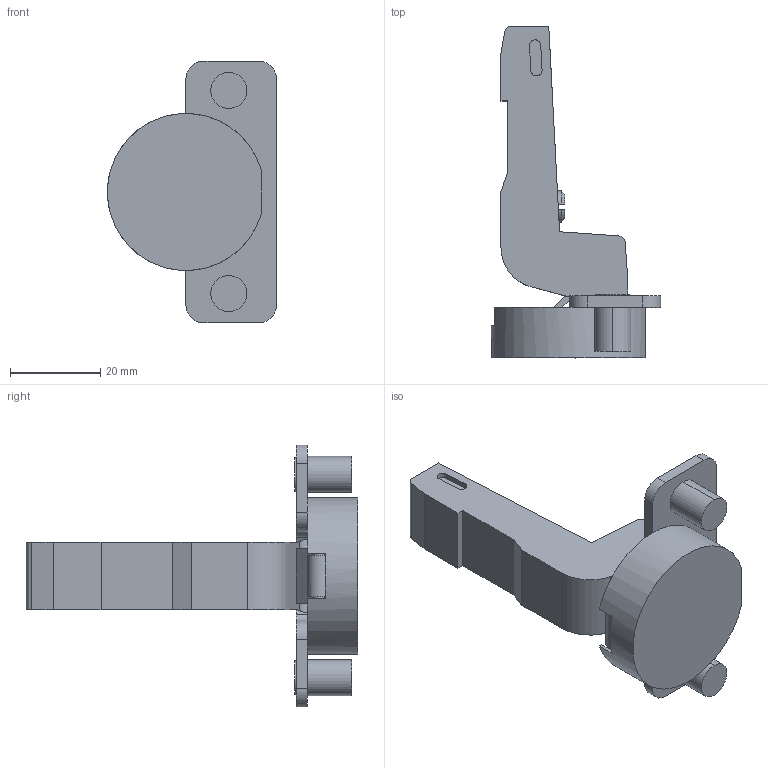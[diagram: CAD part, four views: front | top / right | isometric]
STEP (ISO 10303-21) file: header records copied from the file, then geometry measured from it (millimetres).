
FILE_DESCRIPTION((''),'2;1');
FILE_NAME('248-0G81-IMS','2022-12-22T11:48:30',('marino.prodan'),('Audax d.o.o.'),'CREO PARAMETRIC BY PTC INC, 2021304','CREO PARAMETRIC BY PTC INC, 2021304','');
FILE_SCHEMA(('AUTOMOTIVE_DESIGN { 1 0 10303 214 1 1 1 1 }'));
Length unit declared in the file: millimetre
Products named in the file (1): 248-0G81-IMS
Bounding box: 37.5 x 73.53 x 58 mm (x, y, z)
Volume: 22563.5 mm3; surface area: 12396.5 mm2
Topology: 1 solids, 1 shells, 226 faces, 676 edges, 461 vertices
Faces by surface type: plane 150, cylinder 55, cone 21
Entity records: 10262 total; most frequent: CARTESIAN_POINT 1614, ORIENTED_EDGE 1344, DIRECTION 1279, PRESENTATION_STYLE_ASSIGNMENT 673, STYLED_ITEM 673, CURVE_STYLE 672, EDGE_CURVE 672, VERTEX_POINT 461
